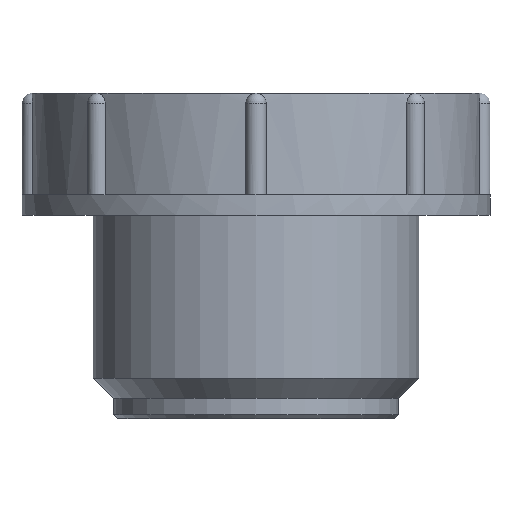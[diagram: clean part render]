
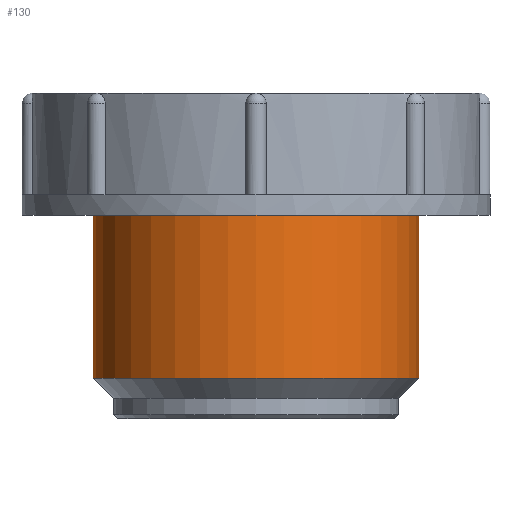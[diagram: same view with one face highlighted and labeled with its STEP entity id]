
A CAD part, front view. The second image highlights one B-rep face of the part: STEP entity #130.
In plain terms, the highlighted cylindrical face has radius 8 mm (diameter 16 mm), a full revolution.
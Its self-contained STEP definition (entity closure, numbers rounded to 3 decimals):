
#130 = ADVANCED_FACE( '', ( #283, #284 ), #285, .T. );
#283 = FACE_OUTER_BOUND( '', #456, .T. );
#284 = FACE_OUTER_BOUND( '', #457, .T. );
#285 = CYLINDRICAL_SURFACE( '', #458, 8. );
#456 = EDGE_LOOP( '', ( #748 ) );
#457 = EDGE_LOOP( '', ( #749 ) );
#458 = AXIS2_PLACEMENT_3D( '', #750, #751, #752 );
#748 = ORIENTED_EDGE( '', *, *, #1038, .T. );
#749 = ORIENTED_EDGE( '', *, *, #1078, .F. );
#750 = CARTESIAN_POINT( '', ( 0., 0., 57.15 ) );
#751 = DIRECTION( '', ( 0., 0., -1. ) );
#752 = DIRECTION( '', ( 1., 0., 0. ) );
#1038 = EDGE_CURVE( '', #1246, #1246, #1247, .T. );
#1078 = EDGE_CURVE( '', #1306, #1306, #1307, .T. );
#1246 = VERTEX_POINT( '', #1534 );
#1247 = CIRCLE( '', #1535, 8. );
#1306 = VERTEX_POINT( '', #1634 );
#1307 = CIRCLE( '', #1635, 8. );
#1534 = CARTESIAN_POINT( '', ( 8., 0., -8. ) );
#1535 = AXIS2_PLACEMENT_3D( '', #1832, #1833, #1834 );
#1634 = CARTESIAN_POINT( '', ( 8., 0., 0. ) );
#1635 = AXIS2_PLACEMENT_3D( '', #1881, #1882, #1883 );
#1832 = CARTESIAN_POINT( '', ( 0., 0., -8. ) );
#1833 = DIRECTION( '', ( 0., 0., 1. ) );
#1834 = DIRECTION( '', ( 1., 0., 0. ) );
#1881 = CARTESIAN_POINT( '', ( 0., 0., 0. ) );
#1882 = DIRECTION( '', ( 0., 0., 1. ) );
#1883 = DIRECTION( '', ( 1., 0., 0. ) );
